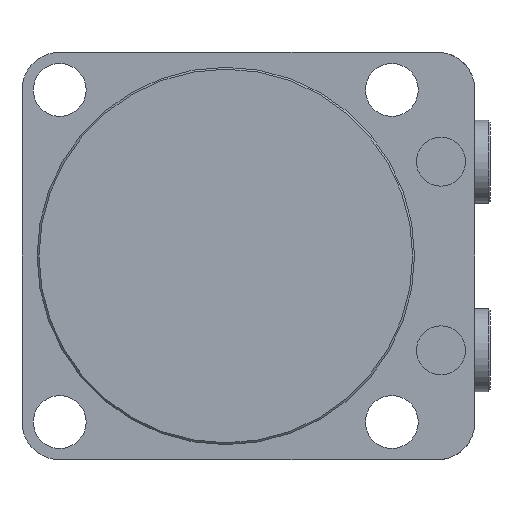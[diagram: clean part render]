
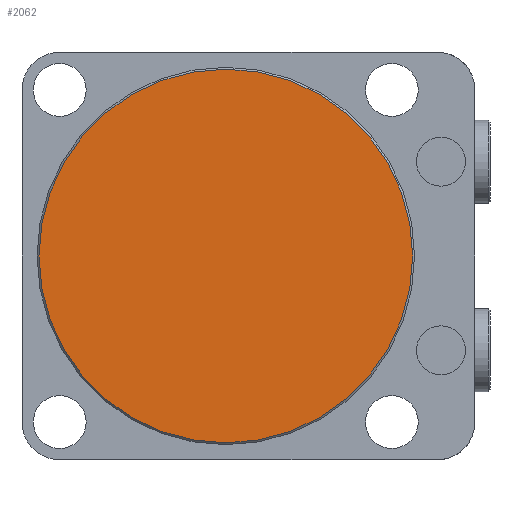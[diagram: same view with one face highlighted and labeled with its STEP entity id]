
A CAD part, front view. The second image highlights one B-rep face of the part: STEP entity #2062.
In plain terms, the highlighted planar face has unit normal (0, -1, 0).
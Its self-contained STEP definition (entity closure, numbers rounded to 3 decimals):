
#116 = CIRCLE ( 'NONE', #4014, 49.5 ) ;
#261 = FACE_OUTER_BOUND ( 'NONE', #1084, .T. ) ;
#385 = CIRCLE ( 'NONE', #1658, 49.5 ) ;
#766 = DIRECTION ( 'NONE',  ( 0., 0., -1. ) ) ;
#768 = DIRECTION ( 'NONE',  ( 0., -1., 0. ) ) ;
#772 = PLANE ( 'NONE',  #1639 ) ;
#777 = CARTESIAN_POINT ( 'NONE',  ( 0., -20., 0. ) ) ;
#1084 = EDGE_LOOP ( 'NONE', ( #2169, #2344 ) ) ;
#1639 = AXIS2_PLACEMENT_3D ( 'NONE', #777, #768, #766 ) ;
#1658 = AXIS2_PLACEMENT_3D ( 'NONE', #3528, #3529, #3530 ) ;
#1714 = CARTESIAN_POINT ( 'NONE',  ( 0., -20., -49.5 ) ) ;
#1740 = CARTESIAN_POINT ( 'NONE',  ( 0., -20., 49.5 ) ) ;
#2017 = EDGE_CURVE ( 'NONE', #3790, #3830, #116, .T. ) ;
#2062 = ADVANCED_FACE ( 'NONE', ( #261 ), #772, .T. ) ;
#2169 = ORIENTED_EDGE ( 'NONE', *, *, #2017, .T. ) ;
#2344 = ORIENTED_EDGE ( 'NONE', *, *, #4056, .T. ) ;
#3133 = DIRECTION ( 'NONE',  ( 0., 0., -1. ) ) ;
#3134 = DIRECTION ( 'NONE',  ( 0., -1., 0. ) ) ;
#3135 = CARTESIAN_POINT ( 'NONE',  ( 0., -20., 0. ) ) ;
#3528 = CARTESIAN_POINT ( 'NONE',  ( 0., -20., 0. ) ) ;
#3529 = DIRECTION ( 'NONE',  ( 0., -1., 0. ) ) ;
#3530 = DIRECTION ( 'NONE',  ( 0., 0., -1. ) ) ;
#3790 = VERTEX_POINT ( 'NONE', #1740 ) ;
#3830 = VERTEX_POINT ( 'NONE', #1714 ) ;
#4014 = AXIS2_PLACEMENT_3D ( 'NONE', #3135, #3134, #3133 ) ;
#4056 = EDGE_CURVE ( 'NONE', #3830, #3790, #385, .T. ) ;
